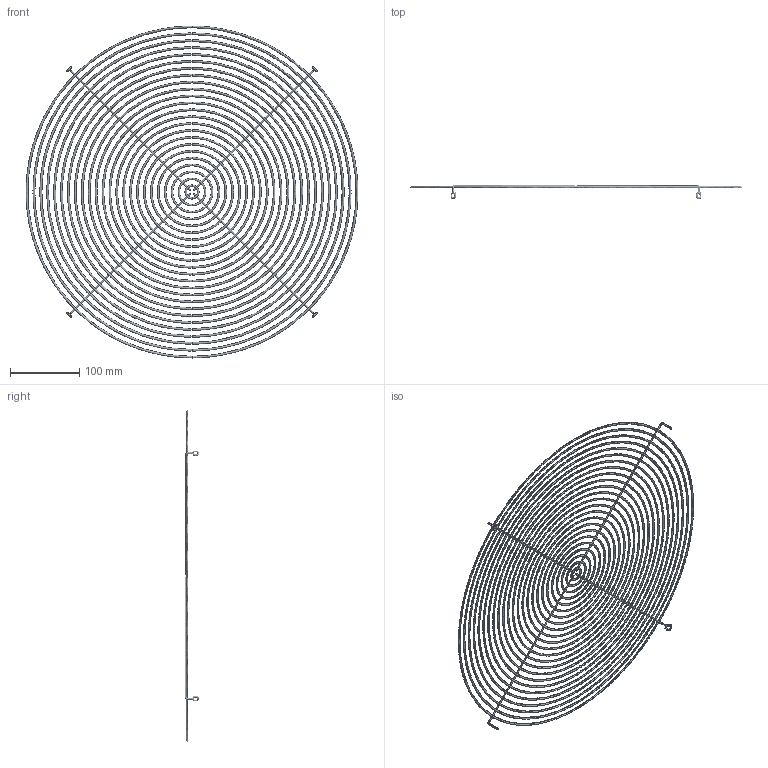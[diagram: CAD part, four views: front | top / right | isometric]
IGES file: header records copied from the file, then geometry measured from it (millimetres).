
Start section: SolidWorks IGES file using analytic representation for surfaces
Global section: file name: 5RE5008.IGS; native system: SolidWorks 2018; preprocessor: SolidWorks 2018; author: girelli; date: 220311.170324; units: millimetre
Bounding box: 480.22 x 20.83 x 480.4 mm (x, y, z)
Surface area: 149532.3 mm2 (no closed solid volume)
Topology: 0 solids, 0 shells, 152 faces, 1553 edges, 1553 vertices
Faces by surface type: bspline 128, revolution 24
